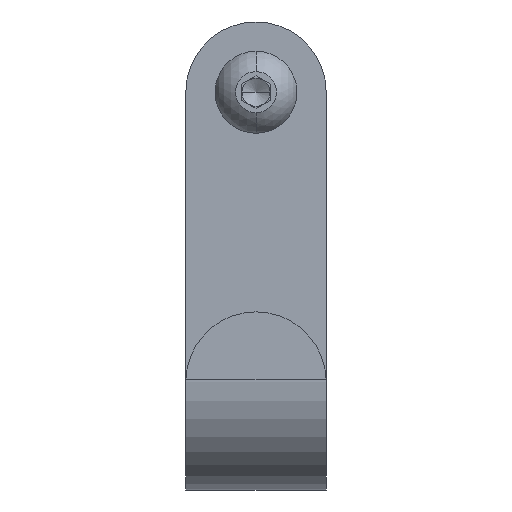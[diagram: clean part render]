
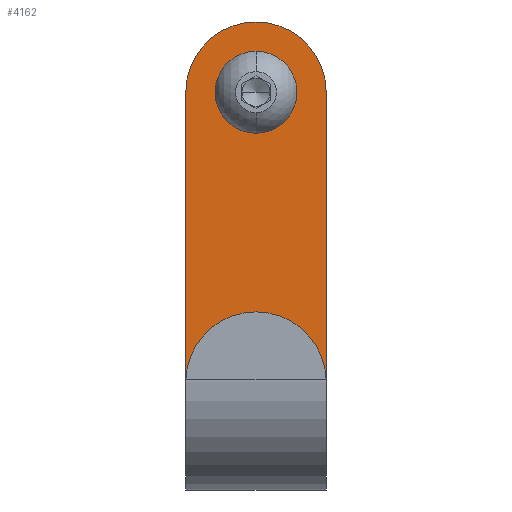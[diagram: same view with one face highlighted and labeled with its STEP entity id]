
A CAD part, top view. The second image highlights one B-rep face of the part: STEP entity #4162.
In plain terms, the highlighted planar face has unit normal (0, 0, 1).
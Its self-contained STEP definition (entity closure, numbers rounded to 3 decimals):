
#54 = VECTOR ( 'NONE', #500, 1000. ) ;
#204 = EDGE_CURVE ( 'NONE', #334, #5044, #1400, .T. ) ;
#263 = LINE ( 'NONE', #3808, #4278 ) ;
#334 = VERTEX_POINT ( 'NONE', #1897 ) ;
#347 = EDGE_CURVE ( 'NONE', #1235, #1846, #263, .T. ) ;
#439 = VERTEX_POINT ( 'NONE', #4828 ) ;
#500 = DIRECTION ( 'NONE',  ( -1., 0., 0. ) ) ;
#609 = DIRECTION ( 'NONE',  ( -1., 0., 0. ) ) ;
#761 = DIRECTION ( 'NONE',  ( 0., 0., 1. ) ) ;
#765 = EDGE_CURVE ( 'NONE', #439, #1905, #5084, .T. ) ;
#881 = AXIS2_PLACEMENT_3D ( 'NONE', #4623, #2283, #5098 ) ;
#978 = DIRECTION ( 'NONE',  ( 0., -1., 0. ) ) ;
#981 = EDGE_CURVE ( 'NONE', #5044, #334, #4415, .T. ) ;
#985 = ORIENTED_EDGE ( 'NONE', *, *, #347, .T. ) ;
#1235 = VERTEX_POINT ( 'NONE', #4020 ) ;
#1290 = DIRECTION ( 'NONE',  ( -1., 0., 0. ) ) ;
#1338 = AXIS2_PLACEMENT_3D ( 'NONE', #4826, #2957, #609 ) ;
#1400 = CIRCLE ( 'NONE', #881, 5.25 ) ;
#1774 = CARTESIAN_POINT ( 'NONE',  ( 0., 61.5, -20.5 ) ) ;
#1813 = CARTESIAN_POINT ( 'NONE',  ( 15., 0., -20.5 ) ) ;
#1846 = VERTEX_POINT ( 'NONE', #6100 ) ;
#1897 = CARTESIAN_POINT ( 'NONE',  ( 5.25, 61.5, -20.5 ) ) ;
#1905 = VERTEX_POINT ( 'NONE', #4180 ) ;
#1925 = AXIS2_PLACEMENT_3D ( 'NONE', #3799, #1967, #3823 ) ;
#1967 = DIRECTION ( 'NONE',  ( 0., 0., 1. ) ) ;
#2130 = VECTOR ( 'NONE', #2187, 1000. ) ;
#2187 = DIRECTION ( 'NONE',  ( 0., -1., 0. ) ) ;
#2283 = DIRECTION ( 'NONE',  ( 0., 0., 1. ) ) ;
#2300 = CARTESIAN_POINT ( 'NONE',  ( -5.25, 61.5, -20.5 ) ) ;
#2534 = ORIENTED_EDGE ( 'NONE', *, *, #3853, .F. ) ;
#2734 = LINE ( 'NONE', #5377, #2130 ) ;
#2811 = CARTESIAN_POINT ( 'NONE',  ( 15., 0., -20.5 ) ) ;
#2818 = CIRCLE ( 'NONE', #1338, 15. ) ;
#2957 = DIRECTION ( 'NONE',  ( 0., 0., 1. ) ) ;
#3164 = ORIENTED_EDGE ( 'NONE', *, *, #4322, .T. ) ;
#3262 = AXIS2_PLACEMENT_3D ( 'NONE', #1774, #761, #1290 ) ;
#3377 = ORIENTED_EDGE ( 'NONE', *, *, #981, .F. ) ;
#3458 = EDGE_LOOP ( 'NONE', ( #5236, #3377 ) ) ;
#3580 = EDGE_LOOP ( 'NONE', ( #5375, #3164, #985, #5628, #2534 ) ) ;
#3659 = AXIS2_PLACEMENT_3D ( 'NONE', #2811, #3854, #4394 ) ;
#3799 = CARTESIAN_POINT ( 'NONE',  ( 0., 61.5, -20.5 ) ) ;
#3808 = CARTESIAN_POINT ( 'NONE',  ( -15., 0., -20.5 ) ) ;
#3823 = DIRECTION ( 'NONE',  ( 1., 0., 0. ) ) ;
#3853 = EDGE_CURVE ( 'NONE', #439, #5449, #2734, .T. ) ;
#3854 = DIRECTION ( 'NONE',  ( 0., 0., -1. ) ) ;
#4020 = CARTESIAN_POINT ( 'NONE',  ( -15., 61.5, -20.5 ) ) ;
#4129 = FACE_OUTER_BOUND ( 'NONE', #3580, .T. ) ;
#4162 = ADVANCED_FACE ( 'NONE', ( #5179, #4129 ), #5161, .F. ) ;
#4180 = CARTESIAN_POINT ( 'NONE',  ( 0., 76.5, -20.5 ) ) ;
#4208 = LINE ( 'NONE', #4819, #54 ) ;
#4278 = VECTOR ( 'NONE', #978, 1000. ) ;
#4322 = EDGE_CURVE ( 'NONE', #1905, #1235, #2818, .T. ) ;
#4394 = DIRECTION ( 'NONE',  ( -1., 0., 0. ) ) ;
#4415 = CIRCLE ( 'NONE', #1925, 5.25 ) ;
#4582 = EDGE_CURVE ( 'NONE', #5449, #1846, #4208, .T. ) ;
#4623 = CARTESIAN_POINT ( 'NONE',  ( 0., 61.5, -20.5 ) ) ;
#4819 = CARTESIAN_POINT ( 'NONE',  ( 15., 0., -20.5 ) ) ;
#4826 = CARTESIAN_POINT ( 'NONE',  ( 0., 61.5, -20.5 ) ) ;
#4828 = CARTESIAN_POINT ( 'NONE',  ( 15., 61.5, -20.5 ) ) ;
#5044 = VERTEX_POINT ( 'NONE', #2300 ) ;
#5084 = CIRCLE ( 'NONE', #3262, 15. ) ;
#5098 = DIRECTION ( 'NONE',  ( 1., 0., 0. ) ) ;
#5161 = PLANE ( 'NONE',  #3659 ) ;
#5179 = FACE_BOUND ( 'NONE', #3458, .T. ) ;
#5236 = ORIENTED_EDGE ( 'NONE', *, *, #204, .F. ) ;
#5375 = ORIENTED_EDGE ( 'NONE', *, *, #765, .T. ) ;
#5377 = CARTESIAN_POINT ( 'NONE',  ( 15., 0., -20.5 ) ) ;
#5449 = VERTEX_POINT ( 'NONE', #1813 ) ;
#5628 = ORIENTED_EDGE ( 'NONE', *, *, #4582, .F. ) ;
#6100 = CARTESIAN_POINT ( 'NONE',  ( -15., 0., -20.5 ) ) ;
